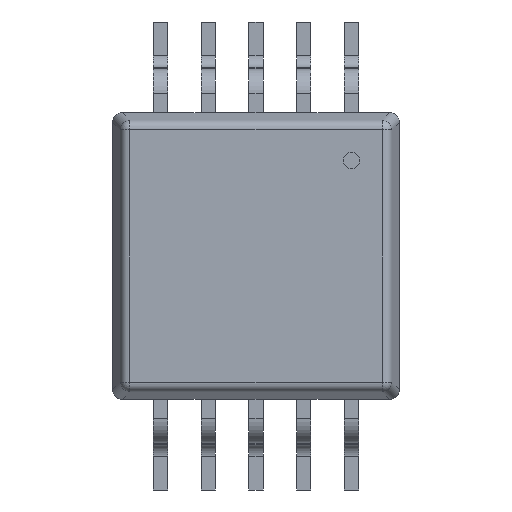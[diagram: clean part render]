
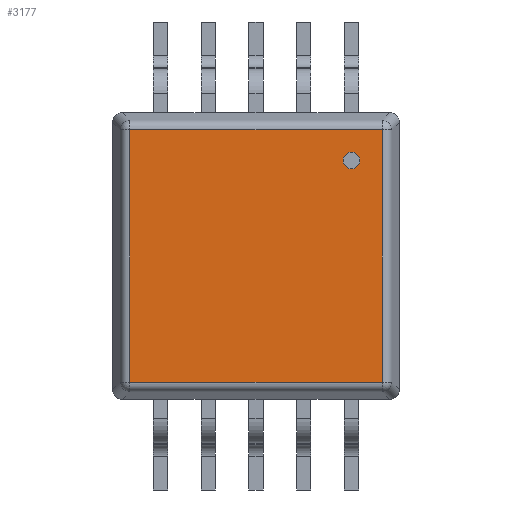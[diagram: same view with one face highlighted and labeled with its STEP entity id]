
A CAD part, front view. The second image highlights one B-rep face of the part: STEP entity #3177.
In plain terms, the highlighted planar face has unit normal (0, -1, 0).
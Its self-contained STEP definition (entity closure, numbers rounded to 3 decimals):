
#16 = PLANE ( 'NONE',  #1722 ) ;
#50 = ORIENTED_EDGE ( 'NONE', *, *, #3556, .T. ) ;
#82 = EDGE_LOOP ( 'NONE', ( #2676, #6082, #50, #7758 ) ) ;
#428 = CARTESIAN_POINT ( 'NONE',  ( 0., -0.425, 0. ) ) ;
#773 = VERTEX_POINT ( 'NONE', #7165 ) ;
#899 = CARTESIAN_POINT ( 'NONE',  ( 1., -0.425, 1.088 ) ) ;
#900 = LINE ( 'NONE', #4765, #3721 ) ;
#957 = CARTESIAN_POINT ( 'NONE',  ( -1.324, -0.425, 1.324 ) ) ;
#1090 = CARTESIAN_POINT ( 'NONE',  ( 1., -0.425, 1. ) ) ;
#1144 = DIRECTION ( 'NONE',  ( 1., 0., 0. ) ) ;
#1448 = VERTEX_POINT ( 'NONE', #899 ) ;
#1717 = VECTOR ( 'NONE', #4405, 1000. ) ;
#1722 = AXIS2_PLACEMENT_3D ( 'NONE', #428, #7564, #7772 ) ;
#1730 = DIRECTION ( 'NONE',  ( 0., -1., 0. ) ) ;
#1873 = AXIS2_PLACEMENT_3D ( 'NONE', #5926, #4128, #6563 ) ;
#1888 = CARTESIAN_POINT ( 'NONE',  ( 1.4, -0.425, -1.324 ) ) ;
#2050 = VERTEX_POINT ( 'NONE', #5588 ) ;
#2104 = ORIENTED_EDGE ( 'NONE', *, *, #4422, .F. ) ;
#2676 = ORIENTED_EDGE ( 'NONE', *, *, #6842, .T. ) ;
#2782 = EDGE_CURVE ( 'NONE', #4956, #1448, #8141, .T. ) ;
#2803 = EDGE_CURVE ( 'NONE', #2050, #5706, #5215, .T. ) ;
#2957 = DIRECTION ( 'NONE',  ( 0., 0., 1. ) ) ;
#2998 = FACE_OUTER_BOUND ( 'NONE', #82, .T. ) ;
#3177 = ADVANCED_FACE ( 'NONE', ( #2998, #5197 ), #16, .F. ) ;
#3366 = LINE ( 'NONE', #1888, #7790 ) ;
#3534 = CARTESIAN_POINT ( 'NONE',  ( 1.324, -0.425, 1.4 ) ) ;
#3556 = EDGE_CURVE ( 'NONE', #773, #2050, #4035, .T. ) ;
#3680 = DIRECTION ( 'NONE',  ( 0., 0., -1. ) ) ;
#3721 = VECTOR ( 'NONE', #4735, 1000. ) ;
#3833 = CIRCLE ( 'NONE', #1873, 0.087 ) ;
#3941 = VECTOR ( 'NONE', #2957, 1000. ) ;
#3943 = CARTESIAN_POINT ( 'NONE',  ( -1.324, -0.425, -1.324 ) ) ;
#4035 = LINE ( 'NONE', #3534, #3941 ) ;
#4128 = DIRECTION ( 'NONE',  ( 0., -1., 0. ) ) ;
#4327 = ORIENTED_EDGE ( 'NONE', *, *, #2782, .F. ) ;
#4405 = DIRECTION ( 'NONE',  ( -1., 0., 0. ) ) ;
#4422 = EDGE_CURVE ( 'NONE', #1448, #4956, #3833, .T. ) ;
#4735 = DIRECTION ( 'NONE',  ( 0., 0., -1. ) ) ;
#4765 = CARTESIAN_POINT ( 'NONE',  ( -1.324, -0.425, -1.4 ) ) ;
#4956 = VERTEX_POINT ( 'NONE', #6423 ) ;
#5197 = FACE_BOUND ( 'NONE', #6087, .T. ) ;
#5215 = LINE ( 'NONE', #6335, #1717 ) ;
#5402 = AXIS2_PLACEMENT_3D ( 'NONE', #1090, #1730, #3680 ) ;
#5588 = CARTESIAN_POINT ( 'NONE',  ( 1.324, -0.425, 1.324 ) ) ;
#5706 = VERTEX_POINT ( 'NONE', #957 ) ;
#5926 = CARTESIAN_POINT ( 'NONE',  ( 1., -0.425, 1. ) ) ;
#6082 = ORIENTED_EDGE ( 'NONE', *, *, #8222, .T. ) ;
#6087 = EDGE_LOOP ( 'NONE', ( #4327, #2104 ) ) ;
#6335 = CARTESIAN_POINT ( 'NONE',  ( -1.4, -0.425, 1.324 ) ) ;
#6423 = CARTESIAN_POINT ( 'NONE',  ( 1., -0.425, 0.913 ) ) ;
#6563 = DIRECTION ( 'NONE',  ( 0., 0., -1. ) ) ;
#6842 = EDGE_CURVE ( 'NONE', #5706, #7335, #900, .T. ) ;
#7165 = CARTESIAN_POINT ( 'NONE',  ( 1.324, -0.425, -1.324 ) ) ;
#7335 = VERTEX_POINT ( 'NONE', #3943 ) ;
#7564 = DIRECTION ( 'NONE',  ( 0., 1., 0. ) ) ;
#7758 = ORIENTED_EDGE ( 'NONE', *, *, #2803, .T. ) ;
#7772 = DIRECTION ( 'NONE',  ( 0., 0., 1. ) ) ;
#7790 = VECTOR ( 'NONE', #1144, 1000. ) ;
#8141 = CIRCLE ( 'NONE', #5402, 0.087 ) ;
#8222 = EDGE_CURVE ( 'NONE', #7335, #773, #3366, .T. ) ;
